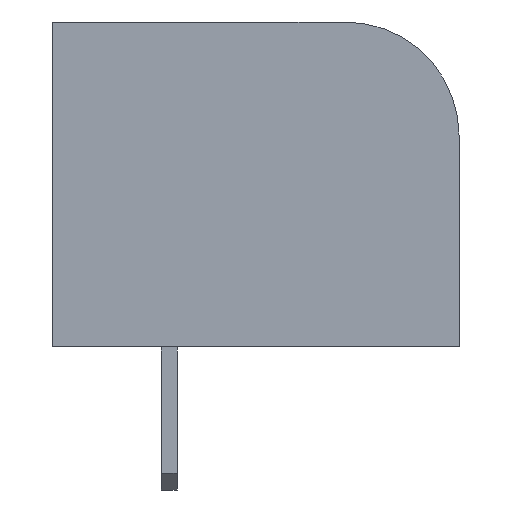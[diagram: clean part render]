
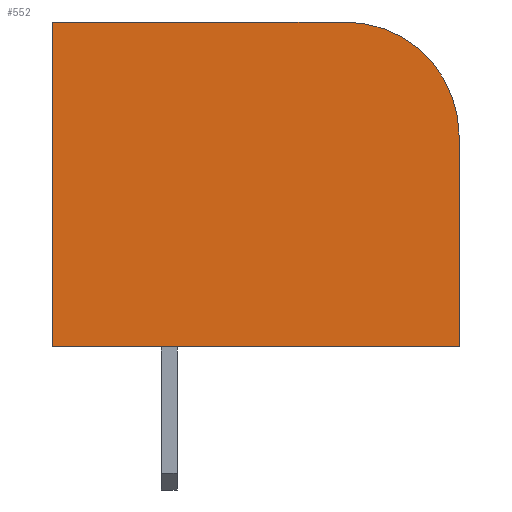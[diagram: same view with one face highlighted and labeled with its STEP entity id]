
A CAD part, left-side view. The second image highlights one B-rep face of the part: STEP entity #552.
In plain terms, the highlighted planar face has unit normal (-1, 0, 0).
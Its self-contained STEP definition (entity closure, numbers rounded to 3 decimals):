
#13=DIRECTION('',(0.,0.,1.));
#21=EDGE_CURVE('',#22,#24,#26,.T.);
#22=VERTEX_POINT('',#23);
#23=CARTESIAN_POINT('',(-5.5,-12.7,0.));
#24=VERTEX_POINT('',#25);
#25=CARTESIAN_POINT('',(-5.5,-12.7,9.2));
#26=LINE('',#23,#27);
#27=VECTOR('',#13,1.);
#34=DIRECTION('',(1.,0.,0.));
#552=ADVANCED_FACE('',(#553),#579,.F.);
#553=FACE_BOUND('',#554,.F.);
#554=EDGE_LOOP('',(#555,#556,#563,#568,#573));
#555=ORIENTED_EDGE('',*,*,#21,.F.);
#556=ORIENTED_EDGE('',*,*,#557,.F.);
#557=EDGE_CURVE('',#558,#22,#560,.T.);
#558=VERTEX_POINT('',#559);
#559=CARTESIAN_POINT('',(-5.5,5.1,0.));
#560=LINE('',#559,#561);
#561=VECTOR('',#562,1.);
#562=DIRECTION('',(0.,-1.,0.));
#563=ORIENTED_EDGE('',*,*,#564,.T.);
#564=EDGE_CURVE('',#558,#565,#567,.T.);
#565=VERTEX_POINT('',#566);
#566=CARTESIAN_POINT('',(-5.5,5.1,14.2));
#567=LINE('',#559,#27);
#568=ORIENTED_EDGE('',*,*,#569,.T.);
#569=EDGE_CURVE('',#565,#570,#572,.T.);
#570=VERTEX_POINT('',#571);
#571=CARTESIAN_POINT('',(-5.5,-7.7,14.2));
#572=LINE('',#566,#561);
#573=ORIENTED_EDGE('',*,*,#574,.F.);
#574=EDGE_CURVE('',#24,#570,#575,.T.);
#575=CIRCLE('',#576,5.);
#576=AXIS2_PLACEMENT_3D('',#577,#578,#13);
#577=CARTESIAN_POINT('',(-5.5,-7.7,9.2));
#578=DIRECTION('',(-1.,0.,0.));
#579=PLANE('',#580);
#580=AXIS2_PLACEMENT_3D('',#559,#34,#562);
